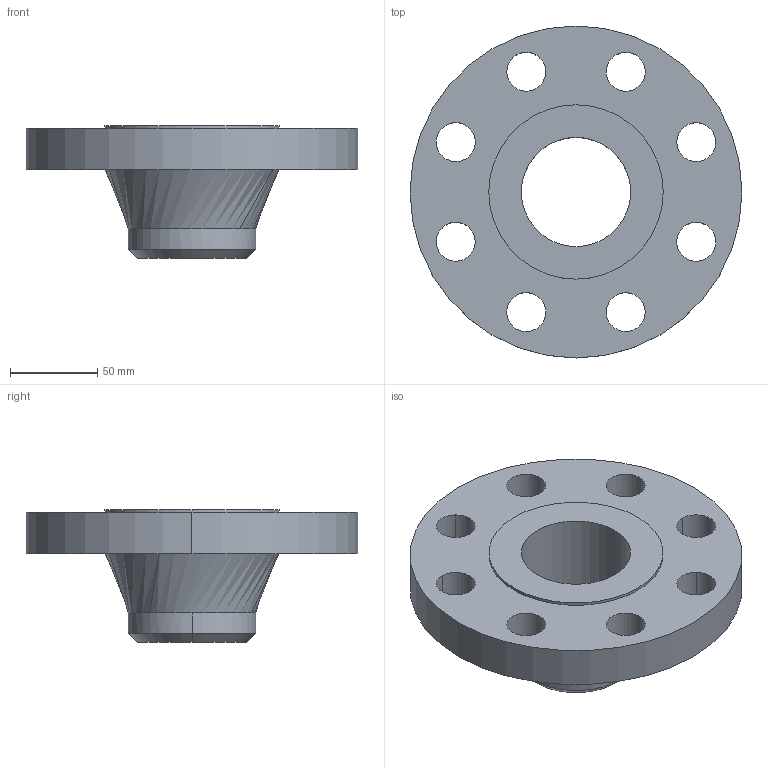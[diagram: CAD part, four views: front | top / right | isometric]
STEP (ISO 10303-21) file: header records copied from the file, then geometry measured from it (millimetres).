
FILE_DESCRIPTION (( 'STEP AP203' ), '1' );
FILE_NAME ('WNeck Flange 300-NPS2.5.STEP', '2025-05-13T17:06:30', '' );
FILE_SCHEMA (( 'CONFIG_CONTROL_DESIGN' ));
Length unit declared in the file: inch
Products named in the file (1): WNeck Flange 300-NPS2.5
Bounding box: 190.5 x 190.5 x 76.26 mm (x, y, z)
Volume: 647949.3 mm3; surface area: 97110.8 mm2
Topology: 1 solids, 1 shells, 31 faces, 80 edges, 52 vertices
Faces by surface type: cylinder 24, plane 3, cone 2, bspline 2
Entity records: 1105 total; most frequent: CARTESIAN_POINT 192, DIRECTION 190, ORIENTED_EDGE 160, AXIS2_PLACEMENT_3D 82, EDGE_CURVE 80, CIRCLE 52, VERTEX_POINT 52, EDGE_LOOP 50
